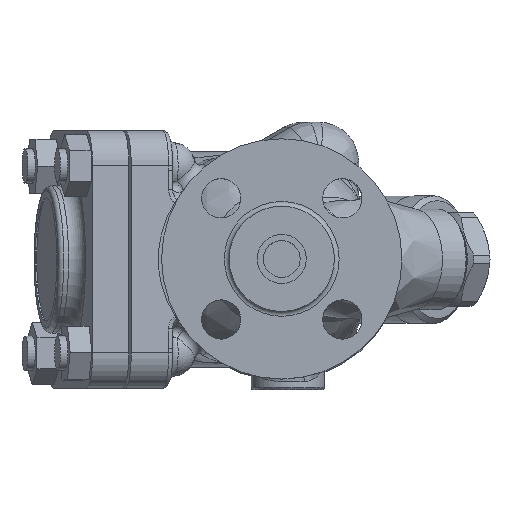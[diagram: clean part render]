
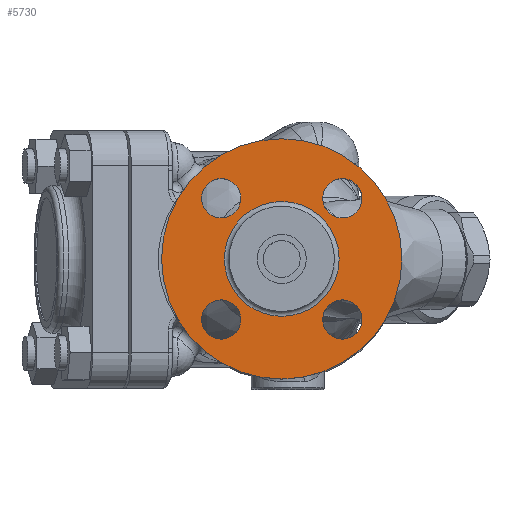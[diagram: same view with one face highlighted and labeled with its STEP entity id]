
A CAD part, top view. The second image highlights one B-rep face of the part: STEP entity #5730.
In plain terms, the highlighted planar face has unit normal (0, 0, 1).
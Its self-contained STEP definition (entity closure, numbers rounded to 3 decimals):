
#960=PLANE('',#6166);
#1120=FACE_BOUND('',#1687,.T.);
#1121=FACE_BOUND('',#1688,.T.);
#1122=FACE_BOUND('',#1689,.T.);
#1123=FACE_BOUND('',#1690,.T.);
#1124=FACE_BOUND('',#1691,.T.);
#1252=FACE_OUTER_BOUND('',#1686,.T.);
#1686=EDGE_LOOP('',(#4036));
#1687=EDGE_LOOP('',(#4037));
#1688=EDGE_LOOP('',(#4038));
#1689=EDGE_LOOP('',(#4039));
#1690=EDGE_LOOP('',(#4040));
#1691=EDGE_LOOP('',(#4041));
#2196=CIRCLE('',#6162,49.);
#2197=CIRCLE('',#6164,23.41);
#2199=CIRCLE('',#6167,8.);
#2200=CIRCLE('',#6168,8.);
#2201=CIRCLE('',#6169,8.);
#2202=CIRCLE('',#6170,8.);
#2575=VERTEX_POINT('',#8589);
#2576=VERTEX_POINT('',#8592);
#2578=VERTEX_POINT('',#8597);
#2579=VERTEX_POINT('',#8599);
#2580=VERTEX_POINT('',#8601);
#2581=VERTEX_POINT('',#8603);
#3137=EDGE_CURVE('',#2575,#2575,#2196,.T.);
#3138=EDGE_CURVE('',#2576,#2576,#2197,.T.);
#3140=EDGE_CURVE('',#2578,#2578,#2199,.T.);
#3141=EDGE_CURVE('',#2579,#2579,#2200,.T.);
#3142=EDGE_CURVE('',#2580,#2580,#2201,.T.);
#3143=EDGE_CURVE('',#2581,#2581,#2202,.T.);
#4036=ORIENTED_EDGE('',*,*,#3137,.T.);
#4037=ORIENTED_EDGE('',*,*,#3140,.T.);
#4038=ORIENTED_EDGE('',*,*,#3141,.T.);
#4039=ORIENTED_EDGE('',*,*,#3142,.T.);
#4040=ORIENTED_EDGE('',*,*,#3143,.T.);
#4041=ORIENTED_EDGE('',*,*,#3138,.F.);
#5730=ADVANCED_FACE('',(#1252,#1120,#1121,#1122,#1123,#1124),#960,.T.);
#6162=AXIS2_PLACEMENT_3D('',#8590,#6918,#6919);
#6164=AXIS2_PLACEMENT_3D('',#8593,#6922,#6923);
#6166=AXIS2_PLACEMENT_3D('',#8596,#6926,#6927);
#6167=AXIS2_PLACEMENT_3D('',#8598,#6928,#6929);
#6168=AXIS2_PLACEMENT_3D('',#8600,#6930,#6931);
#6169=AXIS2_PLACEMENT_3D('',#8602,#6932,#6933);
#6170=AXIS2_PLACEMENT_3D('',#8604,#6934,#6935);
#6918=DIRECTION('center_axis',(0.,0.,1.));
#6919=DIRECTION('ref_axis',(1.,0.,0.));
#6922=DIRECTION('center_axis',(0.,0.,1.));
#6923=DIRECTION('ref_axis',(1.,0.,0.));
#6926=DIRECTION('center_axis',(0.,0.,1.));
#6927=DIRECTION('ref_axis',(1.,0.,0.));
#6928=DIRECTION('center_axis',(0.,0.,-1.));
#6929=DIRECTION('ref_axis',(1.,0.,0.));
#6930=DIRECTION('center_axis',(0.,0.,-1.));
#6931=DIRECTION('ref_axis',(0.,1.,0.));
#6932=DIRECTION('center_axis',(0.,0.,-1.));
#6933=DIRECTION('ref_axis',(-1.,0.,0.));
#6934=DIRECTION('center_axis',(0.,0.,-1.));
#6935=DIRECTION('ref_axis',(0.,-1.,0.));
#8589=CARTESIAN_POINT('',(49.,0.,153.9));
#8590=CARTESIAN_POINT('Origin',(0.,0.,153.9));
#8592=CARTESIAN_POINT('',(-23.41,0.,153.9));
#8593=CARTESIAN_POINT('Origin',(0.,0.,153.9));
#8596=CARTESIAN_POINT('Origin',(21.45,0.,153.9));
#8597=CARTESIAN_POINT('',(-16.713,24.713,153.9));
#8598=CARTESIAN_POINT('Origin',(-24.713,24.713,153.9));
#8599=CARTESIAN_POINT('',(-24.713,-16.713,153.9));
#8600=CARTESIAN_POINT('Origin',(-24.713,-24.713,153.9));
#8601=CARTESIAN_POINT('',(16.713,-24.713,153.9));
#8602=CARTESIAN_POINT('Origin',(24.713,-24.713,153.9));
#8603=CARTESIAN_POINT('',(24.713,16.713,153.9));
#8604=CARTESIAN_POINT('Origin',(24.713,24.713,153.9));
